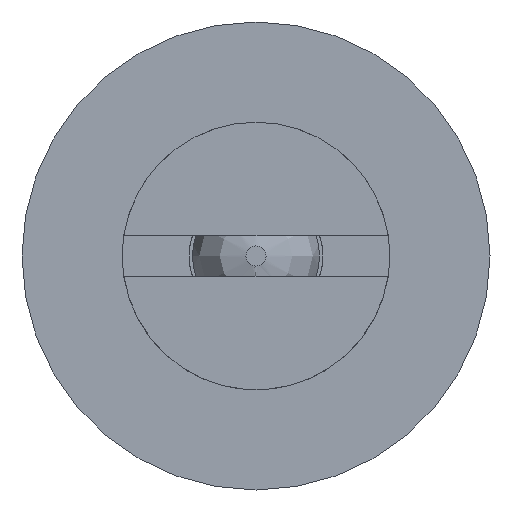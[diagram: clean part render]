
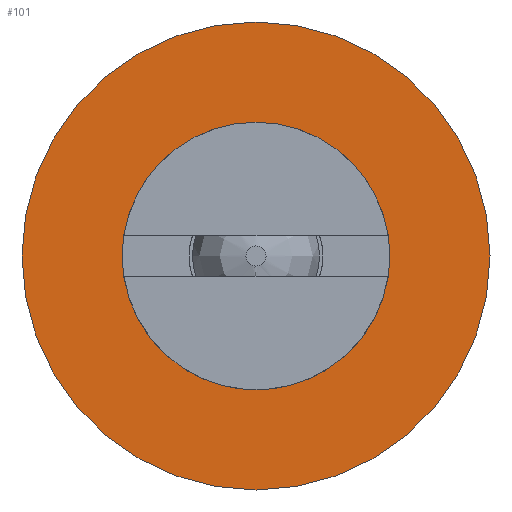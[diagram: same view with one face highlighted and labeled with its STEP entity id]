
A CAD part, front view. The second image highlights one B-rep face of the part: STEP entity #101.
In plain terms, the highlighted planar face has unit normal (0, -1, 0).
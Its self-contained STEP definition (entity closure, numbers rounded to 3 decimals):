
#101 = ADVANCED_FACE( '', ( #188, #189 ), #190, .T. );
#188 = FACE_BOUND( '', #302, .T. );
#189 = FACE_OUTER_BOUND( '', #303, .T. );
#190 = PLANE( '', #304 );
#302 = EDGE_LOOP( '', ( #393 ) );
#303 = EDGE_LOOP( '', ( #394 ) );
#304 = AXIS2_PLACEMENT_3D( '', #395, #396, #397 );
#393 = ORIENTED_EDGE( '', *, *, #508, .T. );
#394 = ORIENTED_EDGE( '', *, *, #506, .F. );
#395 = CARTESIAN_POINT( '', ( 1.75, 4., 0. ) );
#396 = DIRECTION( '', ( 0., -1., 0. ) );
#397 = DIRECTION( '', ( 0., 0., -1. ) );
#506 = EDGE_CURVE( '', #575, #575, #576, .T. );
#508 = EDGE_CURVE( '', #578, #578, #579, .T. );
#575 = VERTEX_POINT( '', #673 );
#576 = CIRCLE( '', #674, 1.75 );
#578 = VERTEX_POINT( '', #676 );
#579 = CIRCLE( '', #677, 1. );
#673 = CARTESIAN_POINT( '', ( 0., 4., 1.75 ) );
#674 = AXIS2_PLACEMENT_3D( '', #761, #762, #763 );
#676 = CARTESIAN_POINT( '', ( 0., 4., 1. ) );
#677 = AXIS2_PLACEMENT_3D( '', #764, #765, #766 );
#761 = CARTESIAN_POINT( '', ( 0., 4., 0. ) );
#762 = DIRECTION( '', ( 0., 1., 0. ) );
#763 = DIRECTION( '', ( 0., 0., 1. ) );
#764 = CARTESIAN_POINT( '', ( 0., 4., 0. ) );
#765 = DIRECTION( '', ( 0., 1., 0. ) );
#766 = DIRECTION( '', ( 0., 0., 1. ) );
